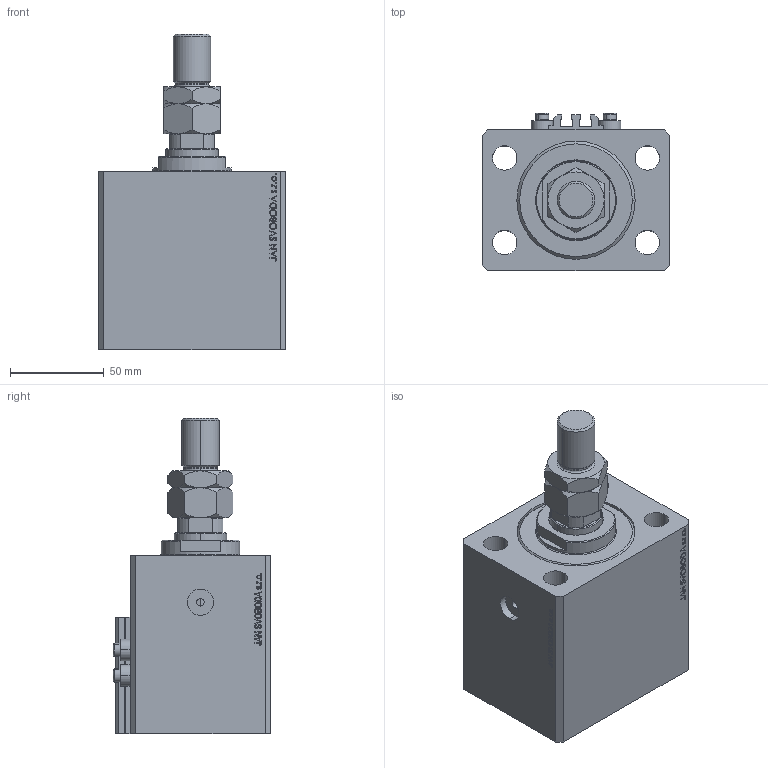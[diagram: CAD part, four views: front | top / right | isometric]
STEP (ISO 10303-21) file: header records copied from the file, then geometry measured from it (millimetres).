
FILE_DESCRIPTION (( 'STEP AP203' ), '1' );
FILE_NAME ('b2a2.STEP', '2024-04-02T07:04:44', ( '' ), ( '' ), 'SwSTEP 2.0', 'SolidWorks 2019', '' );
FILE_SCHEMA (( 'CONFIG_CONTROL_DESIGN' ));
Length unit declared in the file: millimetre
Products named in the file (6): b2a2; ALLEN BOLT V250CE 3d55dbc84f64ecfe76c03f5d9551fc56; V250CE_VC_C 3d55dbc84f64ecfe76c03f5d9551fc56; V250CE_C_Body 3d55dbc84f64ecfe76c03f5d9551fc56; V250CE_C_VCP 3d55dbc84f64ecfe76c03f5d9551fc56; MTA 3d55dbc84f64ecfe76c03f5d9551fc56
Assembly tree (8 placements, depth 2):
  b2a2
    V250CE_C_Body 3d55dbc84f64ecfe76c03f5d9551fc56
    ALLEN BOLT V250CE 3d55dbc84f64ecfe76c03f5d9551fc56  x4
    V250CE_C_VCP 3d55dbc84f64ecfe76c03f5d9551fc56
    V250CE_VC_C 3d55dbc84f64ecfe76c03f5d9551fc56
    MTA 3d55dbc84f64ecfe76c03f5d9551fc56
Bounding box: 100 x 84 x 168 mm (x, y, z)
Volume: 675548.4 mm3; surface area: 123333.9 mm2
Topology: 9 solids, 9 shells, 1087 faces, 2710 edges, 1761 vertices
Faces by surface type: plane 519, bspline 374, cylinder 92, cone 86, torus 16
Entity records: 48959 total; most frequent: CARTESIAN_POINT 26444, ORIENTED_EDGE 5110, DIRECTION 3243, EDGE_CURVE 2555, VERTEX_POINT 1677, LINE 1511, VECTOR 1511, EDGE_LOOP 1138
